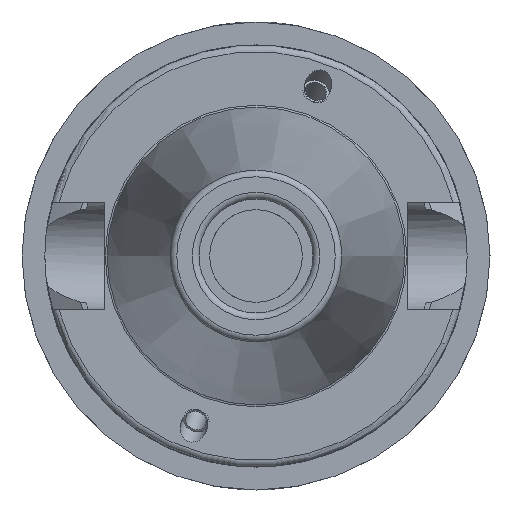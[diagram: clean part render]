
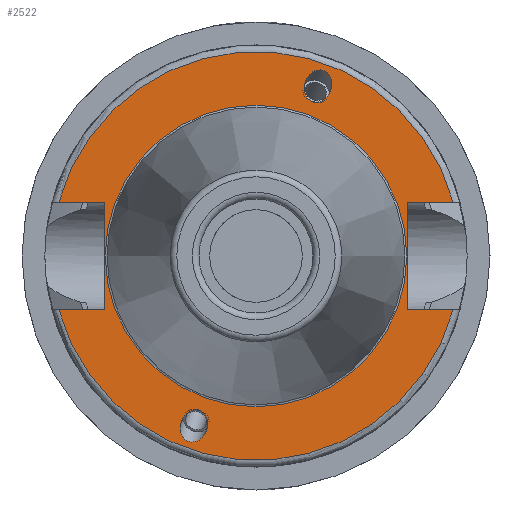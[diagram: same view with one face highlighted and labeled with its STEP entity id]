
A CAD part, left-side view. The second image highlights one B-rep face of the part: STEP entity #2522.
In plain terms, the highlighted planar face has unit normal (-1, 0, 0).
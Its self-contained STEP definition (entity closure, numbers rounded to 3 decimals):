
#504=ELLIPSE('',#2805,2.442,2.);
#513=ELLIPSE('',#2828,2.442,2.);
#555=FACE_BOUND('',#958,.T.);
#556=FACE_BOUND('',#959,.T.);
#557=FACE_BOUND('',#960,.T.);
#653=CIRCLE('',#2852,30.5);
#669=CIRCLE('',#2880,22.5);
#670=CIRCLE('',#2882,30.5);
#819=FACE_OUTER_BOUND('',#957,.T.);
#957=EDGE_LOOP('',(#2131,#2132,#2133,#2134,#2135,#2136,#2137,#2138));
#958=EDGE_LOOP('',(#2139));
#959=EDGE_LOOP('',(#2140));
#960=EDGE_LOOP('',(#2141));
#1076=LINE('',#4275,#1211);
#1080=LINE('',#4283,#1215);
#1083=LINE('',#4303,#1218);
#1094=LINE('',#4403,#1229);
#1097=LINE('',#4424,#1232);
#1099=LINE('',#4427,#1234);
#1211=VECTOR('',#3306,10.);
#1215=VECTOR('',#3312,10.);
#1218=VECTOR('',#3317,10.);
#1229=VECTOR('',#3372,10.);
#1232=VECTOR('',#3377,10.);
#1234=VECTOR('',#3381,10.);
#1351=VERTEX_POINT('',#4115);
#1366=VERTEX_POINT('',#4196);
#1382=VERTEX_POINT('',#4263);
#1383=VERTEX_POINT('',#4274);
#1385=VERTEX_POINT('',#4280);
#1386=VERTEX_POINT('',#4282);
#1401=VERTEX_POINT('',#4363);
#1408=VERTEX_POINT('',#4400);
#1409=VERTEX_POINT('',#4402);
#1413=VERTEX_POINT('',#4423);
#1424=VERTEX_POINT('',#4462);
#1575=EDGE_CURVE('',#1351,#1351,#504,.T.);
#1598=EDGE_CURVE('',#1366,#1366,#513,.T.);
#1615=EDGE_CURVE('',#1383,#1382,#1076,.T.);
#1619=EDGE_CURVE('',#1386,#1385,#1080,.T.);
#1624=EDGE_CURVE('',#1385,#1383,#1083,.T.);
#1644=EDGE_CURVE('',#1386,#1401,#653,.T.);
#1654=EDGE_CURVE('',#1409,#1408,#1094,.T.);
#1659=EDGE_CURVE('',#1413,#1401,#1097,.T.);
#1661=EDGE_CURVE('',#1408,#1413,#1099,.T.);
#1679=EDGE_CURVE('',#1424,#1424,#669,.T.);
#1680=EDGE_CURVE('',#1409,#1382,#670,.T.);
#2131=ORIENTED_EDGE('',*,*,#1615,.T.);
#2132=ORIENTED_EDGE('',*,*,#1680,.F.);
#2133=ORIENTED_EDGE('',*,*,#1654,.T.);
#2134=ORIENTED_EDGE('',*,*,#1661,.T.);
#2135=ORIENTED_EDGE('',*,*,#1659,.T.);
#2136=ORIENTED_EDGE('',*,*,#1644,.F.);
#2137=ORIENTED_EDGE('',*,*,#1619,.T.);
#2138=ORIENTED_EDGE('',*,*,#1624,.T.);
#2139=ORIENTED_EDGE('',*,*,#1575,.T.);
#2140=ORIENTED_EDGE('',*,*,#1598,.T.);
#2141=ORIENTED_EDGE('',*,*,#1679,.T.);
#2423=PLANE('',#2881);
#2522=ADVANCED_FACE('',(#819,#555,#556,#557),#2423,.T.);
#2805=AXIS2_PLACEMENT_3D('',#4117,#3238,#3239);
#2828=AXIS2_PLACEMENT_3D('',#4198,#3291,#3292);
#2852=AXIS2_PLACEMENT_3D('',#4364,#3359,#3360);
#2880=AXIS2_PLACEMENT_3D('',#4464,#3429,#3430);
#2881=AXIS2_PLACEMENT_3D('',#4465,#3431,#3432);
#2882=AXIS2_PLACEMENT_3D('',#4466,#3433,#3434);
#3238=DIRECTION('center_axis',(1.,0.,0.));
#3239=DIRECTION('ref_axis',(0.,-0.342,0.94));
#3291=DIRECTION('center_axis',(1.,0.,0.));
#3292=DIRECTION('ref_axis',(0.,0.342,-0.94));
#3306=DIRECTION('',(0.,-1.,0.));
#3312=DIRECTION('',(0.,1.,0.));
#3317=DIRECTION('',(0.,0.,1.));
#3359=DIRECTION('center_axis',(1.,0.,0.));
#3360=DIRECTION('ref_axis',(0.,0.,-1.));
#3372=DIRECTION('',(0.,-1.,0.));
#3377=DIRECTION('',(0.,1.,0.));
#3381=DIRECTION('',(0.,0.,-1.));
#3429=DIRECTION('center_axis',(1.,0.,0.));
#3430=DIRECTION('ref_axis',(0.,0.,-1.));
#3431=DIRECTION('center_axis',(-1.,0.,0.));
#3432=DIRECTION('ref_axis',(0.,0.,1.));
#3433=DIRECTION('center_axis',(1.,0.,0.));
#3434=DIRECTION('ref_axis',(0.,0.,-1.));
#4115=CARTESIAN_POINT('',(2.,-8.399,23.077));
#4117=CARTESIAN_POINT('Origin',(2.,-9.235,25.372));
#4196=CARTESIAN_POINT('',(2.,8.399,-23.077));
#4198=CARTESIAN_POINT('Origin',(2.,9.235,-25.372));
#4263=CARTESIAN_POINT('',(2.,-29.418,8.05));
#4274=CARTESIAN_POINT('',(2.,-22.6,8.05));
#4275=CARTESIAN_POINT('',(2.,3.95,8.05));
#4280=CARTESIAN_POINT('',(2.,-22.6,-8.05));
#4282=CARTESIAN_POINT('',(2.,-29.418,-8.05));
#4283=CARTESIAN_POINT('',(2.,3.95,-8.05));
#4303=CARTESIAN_POINT('',(2.,-22.6,0.));
#4363=CARTESIAN_POINT('',(2.,29.418,-8.05));
#4364=CARTESIAN_POINT('Origin',(2.,0.,0.));
#4400=CARTESIAN_POINT('',(2.,22.6,8.05));
#4402=CARTESIAN_POINT('',(2.,29.418,8.05));
#4403=CARTESIAN_POINT('',(2.,26.55,8.05));
#4423=CARTESIAN_POINT('',(2.,22.6,-8.05));
#4424=CARTESIAN_POINT('',(2.,26.55,-8.05));
#4427=CARTESIAN_POINT('',(2.,22.6,0.));
#4462=CARTESIAN_POINT('',(2.,0.,22.5));
#4464=CARTESIAN_POINT('Origin',(2.,0.,0.));
#4465=CARTESIAN_POINT('Origin',(2.,30.5,0.));
#4466=CARTESIAN_POINT('Origin',(2.,0.,0.));
